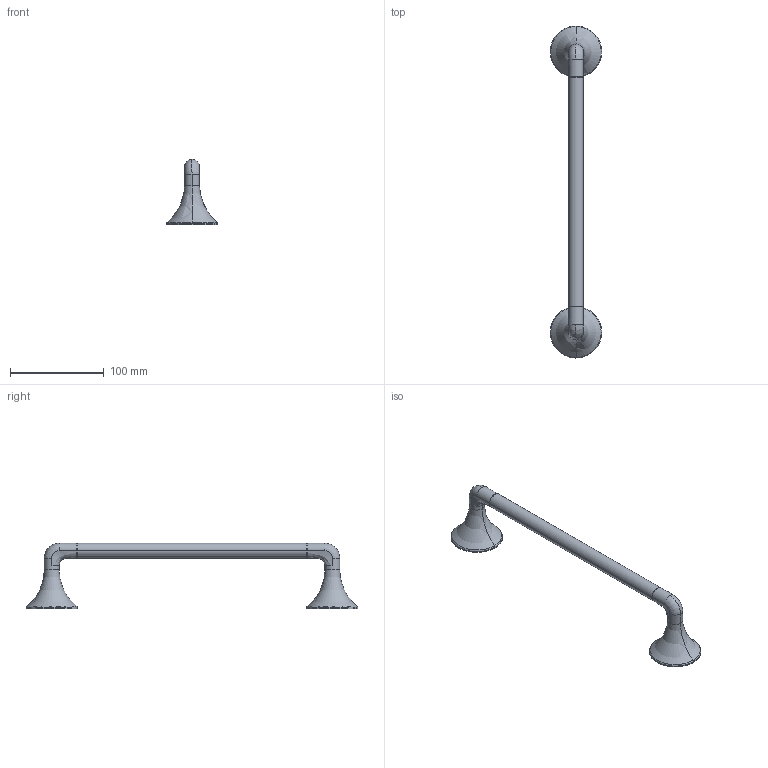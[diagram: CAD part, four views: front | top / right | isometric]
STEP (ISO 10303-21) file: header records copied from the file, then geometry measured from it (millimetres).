
FILE_DESCRIPTION(('CATIA V5 STEP Exchange'),'2;1');
FILE_NAME('VI 09010 0 PortaSalviette 300mm.stp','2019-02-20T13:27:20+00:00',('none'),('none'),'Version 5-6 Release 2013','CATIA V5 STEP AP203','none');
FILE_SCHEMA(('CONFIG_CONTROL_DESIGN'));
Length unit declared in the file: millimetre
Products named in the file (1): Product2_AllCATPart
Bounding box: 55 x 355 x 70 mm (x, y, z)
Volume: 132995.3 mm3; surface area: 30664.9 mm2
Topology: 1 solids, 1 shells, 38 faces, 88 edges, 56 vertices
Faces by surface type: cylinder 16, torus 8, plane 6, revolution 4, bspline 4
Entity records: 3799 total; most frequent: CARTESIAN_POINT 2977, ORIENTED_EDGE 176, DIRECTION 116, EDGE_CURVE 88, AXIS2_PLACEMENT_3D 73, VERTEX_POINT 56, CIRCLE 52, EDGE_LOOP 42
